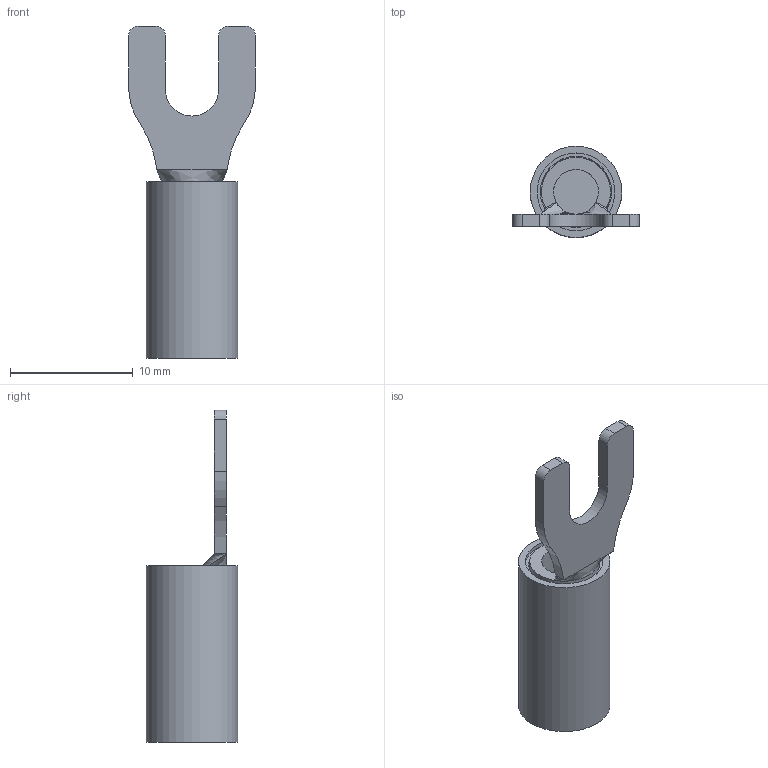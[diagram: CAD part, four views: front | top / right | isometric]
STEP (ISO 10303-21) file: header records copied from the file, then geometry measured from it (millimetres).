
FILE_DESCRIPTION(/* description */ ('10 AWG Ring Terminal'),/* implementation_level */ '2;1');
FILE_NAME(/* name */ 'ELEC_Terminal_MNG10-10FBK.ipt.step',/* time_stamp */ '2014-01-07T11:04:02-08:00',/* author */ ('Autodesk Inc.'),/* organization */ ('Autodesk Inc.'),/* preprocessor_version */ 'ST-DEVELOPER v15.2',/* originating_system */ 'Autodesk Inventor 2014',/* authorisation */ '');
FILE_SCHEMA (('AUTOMOTIVE_DESIGN { 1 0 10303 214 3 1 1 }'));
Length unit declared in the file: millimetre
Products named in the file (1): ELEC_Terminal_MNG10-10FBK
Bounding box: 10.31 x 7.44 x 27.03 mm (x, y, z)
Volume: 589.4 mm3; surface area: 949.8 mm2
Topology: 1 solids, 1 shells, 34 faces, 81 edges, 53 vertices
Faces by surface type: plane 15, cylinder 15, bspline 4
Full cylindrical faces by diameter (mm): 3.658 x1, 5.613 x1, 5.791 x1, 6.325 x2, 7.442 x1
Entity records: 1115 total; most frequent: CARTESIAN_POINT 275, DIRECTION 169, ORIENTED_EDGE 146, EDGE_CURVE 73, AXIS2_PLACEMENT_3D 65, VERTEX_POINT 51, EDGE_LOOP 44, LINE 39
